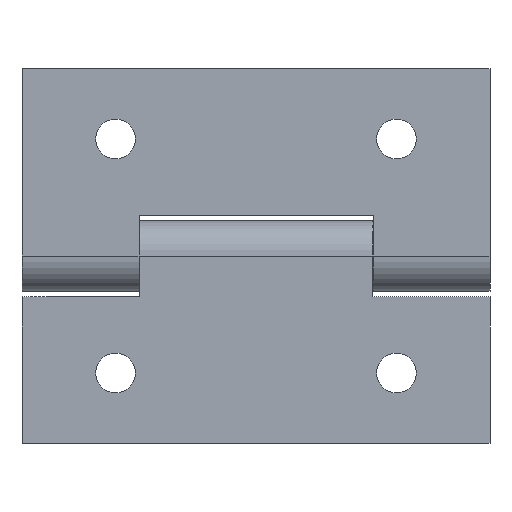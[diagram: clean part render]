
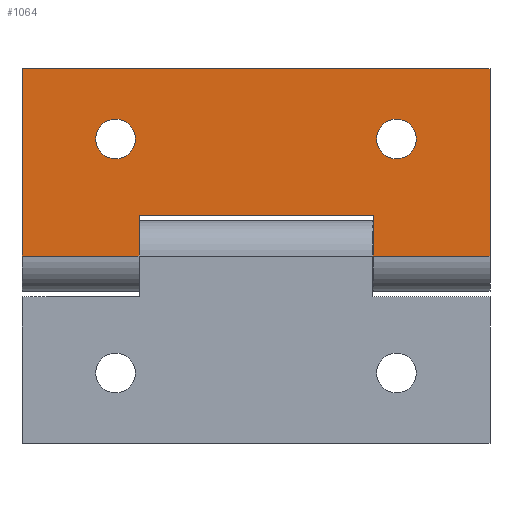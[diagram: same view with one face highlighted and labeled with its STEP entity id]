
A CAD part, front view. The second image highlights one B-rep face of the part: STEP entity #1064.
In plain terms, the highlighted planar face has unit normal (0, -1, 0).
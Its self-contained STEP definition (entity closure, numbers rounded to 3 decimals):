
#33 = ORIENTED_EDGE ( 'NONE', *, *, #1543, .F. ) ;
#34 = ORIENTED_EDGE ( 'NONE', *, *, #1846, .F. ) ;
#48 = CARTESIAN_POINT ( 'NONE',  ( -12., -3., 8.3 ) ) ;
#62 = VERTEX_POINT ( 'NONE', #839 ) ;
#78 = LINE ( 'NONE', #1028, #1680 ) ;
#80 = DIRECTION ( 'NONE',  ( 0., 0., -1. ) ) ;
#92 = DIRECTION ( 'NONE',  ( 0., 0., -1. ) ) ;
#104 = VECTOR ( 'NONE', #1971, 1000. ) ;
#108 = VERTEX_POINT ( 'NONE', #1836 ) ;
#118 = CARTESIAN_POINT ( 'NONE',  ( 12., -3., 8.3 ) ) ;
#128 = DIRECTION ( 'NONE',  ( 0., 1., 0. ) ) ;
#155 = AXIS2_PLACEMENT_3D ( 'NONE', #1553, #635, #1850 ) ;
#180 = VECTOR ( 'NONE', #1729, 1000. ) ;
#198 = VERTEX_POINT ( 'NONE', #118 ) ;
#217 = EDGE_LOOP ( 'NONE', ( #1106, #996 ) ) ;
#228 = ORIENTED_EDGE ( 'NONE', *, *, #1727, .T. ) ;
#305 = LINE ( 'NONE', #1996, #104 ) ;
#326 = VERTEX_POINT ( 'NONE', #1715 ) ;
#342 = CARTESIAN_POINT ( 'NONE',  ( 20., -3., 0. ) ) ;
#346 = CIRCLE ( 'NONE', #1892, 1.7 ) ;
#347 = EDGE_CURVE ( 'NONE', #1655, #652, #1945, .T. ) ;
#381 = EDGE_CURVE ( 'NONE', #1961, #1896, #1571, .T. ) ;
#389 = CARTESIAN_POINT ( 'NONE',  ( 20., -3., 0. ) ) ;
#407 = LINE ( 'NONE', #858, #438 ) ;
#417 = CARTESIAN_POINT ( 'NONE',  ( -12., -3., 10. ) ) ;
#429 = CARTESIAN_POINT ( 'NONE',  ( 10., -3., 3.5 ) ) ;
#438 = VECTOR ( 'NONE', #1790, 1000. ) ;
#444 = CARTESIAN_POINT ( 'NONE',  ( 12., -3., 10. ) ) ;
#453 = DIRECTION ( 'NONE',  ( 0., 0., 1. ) ) ;
#468 = DIRECTION ( 'NONE',  ( 0., 1., 0. ) ) ;
#541 = AXIS2_PLACEMENT_3D ( 'NONE', #1244, #468, #934 ) ;
#545 = LINE ( 'NONE', #1208, #1793 ) ;
#571 = FACE_OUTER_BOUND ( 'NONE', #911, .T. ) ;
#635 = DIRECTION ( 'NONE',  ( 0., 1., 0. ) ) ;
#648 = AXIS2_PLACEMENT_3D ( 'NONE', #1805, #128, #1363 ) ;
#652 = VERTEX_POINT ( 'NONE', #48 ) ;
#686 = FACE_BOUND ( 'NONE', #217, .T. ) ;
#711 = DIRECTION ( 'NONE',  ( 0., 0., 1. ) ) ;
#723 = VERTEX_POINT ( 'NONE', #389 ) ;
#724 = DIRECTION ( 'NONE',  ( -1., 0., 0. ) ) ;
#754 = CARTESIAN_POINT ( 'NONE',  ( -20., -3., 0. ) ) ;
#823 = CIRCLE ( 'NONE', #541, 1.7 ) ;
#839 = CARTESIAN_POINT ( 'NONE',  ( -10., -3., 3.5 ) ) ;
#854 = ORIENTED_EDGE ( 'NONE', *, *, #381, .F. ) ;
#855 = EDGE_CURVE ( 'NONE', #198, #1659, #1969, .T. ) ;
#858 = CARTESIAN_POINT ( 'NONE',  ( 20., -3., 0. ) ) ;
#874 = EDGE_CURVE ( 'NONE', #723, #326, #407, .T. ) ;
#886 = DIRECTION ( 'NONE',  ( 0., 0., 1. ) ) ;
#906 = VERTEX_POINT ( 'NONE', #429 ) ;
#911 = EDGE_LOOP ( 'NONE', ( #854, #33, #1307, #34, #1164, #1753, #228, #1155 ) ) ;
#934 = DIRECTION ( 'NONE',  ( 0., 0., 1. ) ) ;
#971 = EDGE_CURVE ( 'NONE', #1659, #198, #823, .T. ) ;
#996 = ORIENTED_EDGE ( 'NONE', *, *, #855, .T. ) ;
#1010 = CARTESIAN_POINT ( 'NONE',  ( -10., -3., 3.5 ) ) ;
#1028 = CARTESIAN_POINT ( 'NONE',  ( -20., -3., 0. ) ) ;
#1048 = CARTESIAN_POINT ( 'NONE',  ( 20., -3., 16. ) ) ;
#1064 = ADVANCED_FACE ( 'NONE', ( #686, #1772, #571 ), #1202, .F. ) ;
#1074 = ORIENTED_EDGE ( 'NONE', *, *, #347, .T. ) ;
#1106 = ORIENTED_EDGE ( 'NONE', *, *, #971, .T. ) ;
#1116 = ORIENTED_EDGE ( 'NONE', *, *, #1167, .T. ) ;
#1119 = EDGE_CURVE ( 'NONE', #1177, #723, #305, .T. ) ;
#1132 = CARTESIAN_POINT ( 'NONE',  ( 12., -3., 11.7 ) ) ;
#1155 = ORIENTED_EDGE ( 'NONE', *, *, #1835, .T. ) ;
#1164 = ORIENTED_EDGE ( 'NONE', *, *, #874, .F. ) ;
#1167 = EDGE_CURVE ( 'NONE', #652, #1655, #346, .T. ) ;
#1177 = VERTEX_POINT ( 'NONE', #1048 ) ;
#1202 = PLANE ( 'NONE',  #648 ) ;
#1208 = CARTESIAN_POINT ( 'NONE',  ( -10., -3., 3.5 ) ) ;
#1244 = CARTESIAN_POINT ( 'NONE',  ( 12., -3., 10. ) ) ;
#1307 = ORIENTED_EDGE ( 'NONE', *, *, #1861, .F. ) ;
#1308 = VECTOR ( 'NONE', #724, 1000. ) ;
#1363 = DIRECTION ( 'NONE',  ( 0., 0., 1. ) ) ;
#1413 = VECTOR ( 'NONE', #80, 1000. ) ;
#1543 = EDGE_CURVE ( 'NONE', #62, #1961, #1820, .T. ) ;
#1553 = CARTESIAN_POINT ( 'NONE',  ( -12., -3., 10. ) ) ;
#1571 = LINE ( 'NONE', #342, #180 ) ;
#1579 = VECTOR ( 'NONE', #711, 1000. ) ;
#1602 = LINE ( 'NONE', #1657, #1579 ) ;
#1646 = EDGE_LOOP ( 'NONE', ( #1074, #1116 ) ) ;
#1655 = VERTEX_POINT ( 'NONE', #1749 ) ;
#1657 = CARTESIAN_POINT ( 'NONE',  ( 10., -3., 3.5 ) ) ;
#1659 = VERTEX_POINT ( 'NONE', #1132 ) ;
#1680 = VECTOR ( 'NONE', #92, 1000. ) ;
#1681 = AXIS2_PLACEMENT_3D ( 'NONE', #444, #1690, #453 ) ;
#1690 = DIRECTION ( 'NONE',  ( 0., 1., 0. ) ) ;
#1715 = CARTESIAN_POINT ( 'NONE',  ( 10., -3., 0. ) ) ;
#1727 = EDGE_CURVE ( 'NONE', #1177, #108, #1851, .T. ) ;
#1729 = DIRECTION ( 'NONE',  ( -1., 0., 0. ) ) ;
#1749 = CARTESIAN_POINT ( 'NONE',  ( -12., -3., 11.7 ) ) ;
#1753 = ORIENTED_EDGE ( 'NONE', *, *, #1119, .F. ) ;
#1772 = FACE_BOUND ( 'NONE', #1646, .T. ) ;
#1790 = DIRECTION ( 'NONE',  ( -1., 0., 0. ) ) ;
#1793 = VECTOR ( 'NONE', #1837, 1000. ) ;
#1805 = CARTESIAN_POINT ( 'NONE',  ( 20., -3., 0. ) ) ;
#1820 = LINE ( 'NONE', #1010, #1413 ) ;
#1829 = CARTESIAN_POINT ( 'NONE',  ( -10., -3., 0. ) ) ;
#1835 = EDGE_CURVE ( 'NONE', #108, #1896, #78, .T. ) ;
#1836 = CARTESIAN_POINT ( 'NONE',  ( -20., -3., 16. ) ) ;
#1837 = DIRECTION ( 'NONE',  ( -1., 0., 0. ) ) ;
#1846 = EDGE_CURVE ( 'NONE', #326, #906, #1602, .T. ) ;
#1850 = DIRECTION ( 'NONE',  ( 0., 0., 1. ) ) ;
#1851 = LINE ( 'NONE', #1957, #1308 ) ;
#1861 = EDGE_CURVE ( 'NONE', #906, #62, #545, .T. ) ;
#1892 = AXIS2_PLACEMENT_3D ( 'NONE', #417, #1990, #886 ) ;
#1896 = VERTEX_POINT ( 'NONE', #754 ) ;
#1945 = CIRCLE ( 'NONE', #155, 1.7 ) ;
#1957 = CARTESIAN_POINT ( 'NONE',  ( 20., -3., 16. ) ) ;
#1961 = VERTEX_POINT ( 'NONE', #1829 ) ;
#1969 = CIRCLE ( 'NONE', #1681, 1.7 ) ;
#1971 = DIRECTION ( 'NONE',  ( 0., 0., -1. ) ) ;
#1990 = DIRECTION ( 'NONE',  ( 0., 1., 0. ) ) ;
#1996 = CARTESIAN_POINT ( 'NONE',  ( 20., -3., 0. ) ) ;
